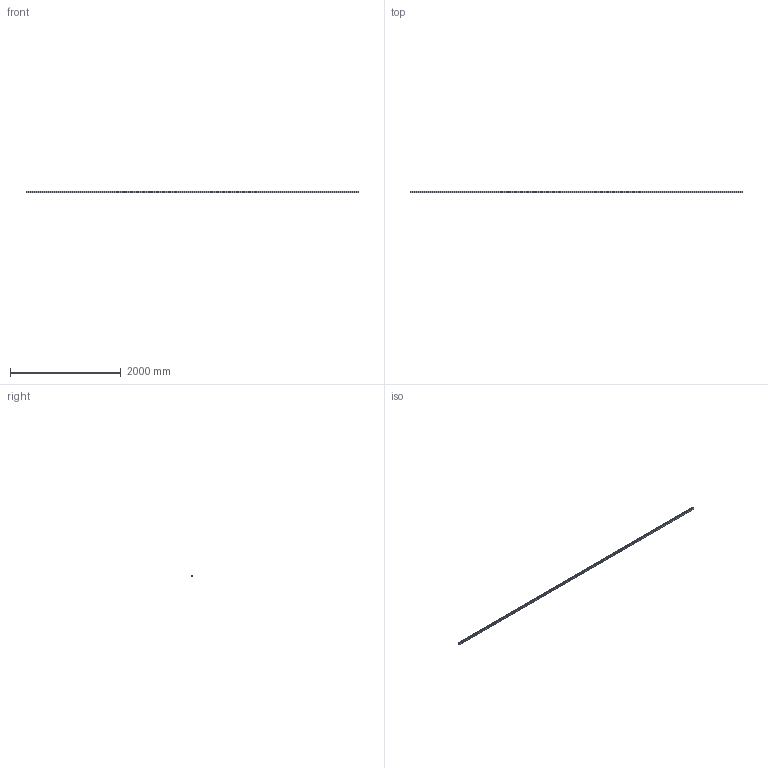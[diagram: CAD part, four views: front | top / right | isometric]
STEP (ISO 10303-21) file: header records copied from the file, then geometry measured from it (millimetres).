
FILE_DESCRIPTION(/* description */ (''),/* implementation_level */ '2;1');
FILE_NAME(/* name */ '28FC-600.stp',/* time_stamp */ '2025-01-21T10:07:09+01:00',/* author */ ('Didierr'),/* organization */ (''),/* preprocessor_version */ 'ST-DEVELOPER v18.1',/* originating_system */ 'Autodesk Inventor 2021',/* authorisation */ '');
FILE_SCHEMA (('CONFIG_CONTROL_DESIGN'));
Length unit declared in the file: millimetre
Products named in the file (1): 28FC-600
Bounding box: 6000 x 30 x 34 mm (x, y, z)
Volume: 2021548.6 mm3; surface area: 1271972.2 mm2
Topology: 1 solids, 1 shells, 29 faces, 81 edges, 54 vertices
Faces by surface type: plane 17, cylinder 12
Entity records: 1017 total; most frequent: DIRECTION 165, CARTESIAN_POINT 165, ORIENTED_EDGE 162, EDGE_CURVE 81, LINE 57, VECTOR 57, VERTEX_POINT 54, AXIS2_PLACEMENT_3D 54
